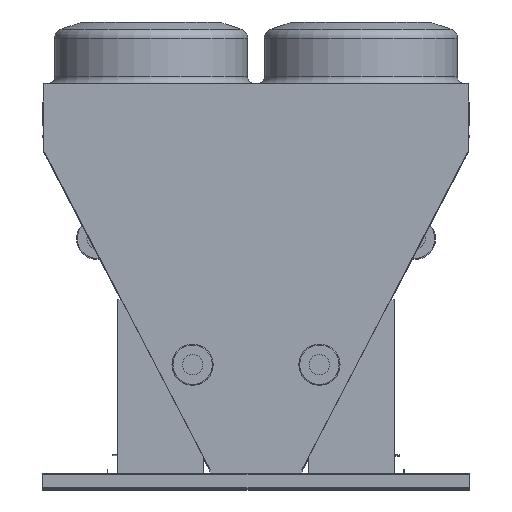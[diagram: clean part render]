
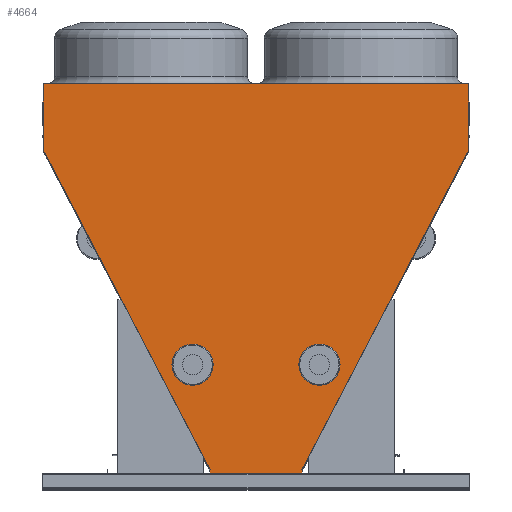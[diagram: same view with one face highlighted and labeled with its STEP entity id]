
A CAD part, top view. The second image highlights one B-rep face of the part: STEP entity #4664.
In plain terms, the highlighted planar face has unit normal (0, 0, 1).
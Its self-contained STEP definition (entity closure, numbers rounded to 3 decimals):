
#84 = CARTESIAN_POINT ( 'NONE',  ( -245.403, 20.223, 0. ) ) ;
#524 = CARTESIAN_POINT ( 'NONE',  ( 279.893, 1.482, 0. ) ) ;
#645 = DIRECTION ( 'NONE',  ( 0.462, 0.887, 0. ) ) ;
#859 = CARTESIAN_POINT ( 'NONE',  ( 246.893, 17.358, 0. ) ) ;
#923 = CARTESIAN_POINT ( 'NONE',  ( 246.893, 1.482, 0. ) ) ;
#976 = LINE ( 'NONE', #1502, #17911 ) ;
#1031 = CARTESIAN_POINT ( 'NONE',  ( 1136.15, 2083.62, 0. ) ) ;
#1285 = LINE ( 'NONE', #8976, #17510 ) ;
#1333 = VECTOR ( 'NONE', #13862, 1000. ) ;
#1482 = DIRECTION ( 'NONE',  ( 0., -1., 0. ) ) ;
#1502 = CARTESIAN_POINT ( 'NONE',  ( 279.893, 1.482, 0. ) ) ;
#1582 = CARTESIAN_POINT ( 'NONE',  ( -1126.246, 1711.83, 0. ) ) ;
#1724 = VECTOR ( 'NONE', #8137, 1000. ) ;
#1749 = DIRECTION ( 'NONE',  ( 0.887, -0.462, 0. ) ) ;
#2076 = LINE ( 'NONE', #84, #5863 ) ;
#2110 = VECTOR ( 'NONE', #645, 1000. ) ;
#2305 = DIRECTION ( 'NONE',  ( -1., 0., 0. ) ) ;
#2401 = LINE ( 'NONE', #20211, #10873 ) ;
#2589 = LINE ( 'NONE', #4994, #10579 ) ;
#3425 = LINE ( 'NONE', #12785, #11369 ) ;
#3471 = CARTESIAN_POINT ( 'NONE',  ( -279.893, 0., 0. ) ) ;
#3726 = VERTEX_POINT ( 'NONE', #20161 ) ;
#4053 = VECTOR ( 'NONE', #18251, 1000. ) ;
#4058 = EDGE_CURVE ( 'NONE', #15542, #11848, #6393, .T. ) ;
#4125 = DIRECTION ( 'NONE',  ( -1., 0., 0. ) ) ;
#4199 = LINE ( 'NONE', #10187, #19781 ) ;
#4334 = VERTEX_POINT ( 'NONE', #15579 ) ;
#4481 = EDGE_CURVE ( 'NONE', #7359, #20061, #2589, .T. ) ;
#4664 = ADVANCED_FACE ( 'NONE', ( #6613 ), #10268, .F. ) ;
#4901 = DIRECTION ( 'NONE',  ( -1., 0., 0. ) ) ;
#4994 = CARTESIAN_POINT ( 'NONE',  ( -246.893, 17.358, 0. ) ) ;
#5033 = VECTOR ( 'NONE', #1749, 1000. ) ;
#5463 = EDGE_CURVE ( 'NONE', #6709, #4334, #14212, .T. ) ;
#5624 = DIRECTION ( 'NONE',  ( -0.463, 0.886, 0. ) ) ;
#5671 = CARTESIAN_POINT ( 'NONE',  ( 245.39, 20.232, 0. ) ) ;
#5801 = CARTESIAN_POINT ( 'NONE',  ( -1127.739, 1711.053, 0. ) ) ;
#5836 = VECTOR ( 'NONE', #10505, 1000. ) ;
#5863 = VECTOR ( 'NONE', #15838, 1000. ) ;
#5866 = VERTEX_POINT ( 'NONE', #5671 ) ;
#6301 = VECTOR ( 'NONE', #15132, 1000. ) ;
#6393 = LINE ( 'NONE', #11789, #2110 ) ;
#6396 = EDGE_CURVE ( 'NONE', #9401, #14587, #10502, .T. ) ;
#6525 = ORIENTED_EDGE ( 'NONE', *, *, #18620, .T. ) ;
#6602 = ORIENTED_EDGE ( 'NONE', *, *, #10929, .T. ) ;
#6613 = FACE_OUTER_BOUND ( 'NONE', #18551, .T. ) ;
#6693 = VERTEX_POINT ( 'NONE', #17315 ) ;
#6709 = VERTEX_POINT ( 'NONE', #8065 ) ;
#7090 = CARTESIAN_POINT ( 'NONE',  ( 0., 0., 0. ) ) ;
#7359 = VERTEX_POINT ( 'NONE', #13368 ) ;
#8065 = CARTESIAN_POINT ( 'NONE',  ( -1136.282, 1727.462, 0. ) ) ;
#8130 = VERTEX_POINT ( 'NONE', #20255 ) ;
#8137 = DIRECTION ( 'NONE',  ( 1., 0., 0. ) ) ;
#8186 = VERTEX_POINT ( 'NONE', #15818 ) ;
#8304 = ORIENTED_EDGE ( 'NONE', *, *, #14368, .T. ) ;
#8974 = CARTESIAN_POINT ( 'NONE',  ( 1127.607, 1711.053, 0. ) ) ;
#8976 = CARTESIAN_POINT ( 'NONE',  ( 245.39, 20.232, 0. ) ) ;
#9165 = EDGE_CURVE ( 'NONE', #8130, #6709, #4199, .T. ) ;
#9277 = ORIENTED_EDGE ( 'NONE', *, *, #16518, .T. ) ;
#9401 = VERTEX_POINT ( 'NONE', #18422 ) ;
#9485 = VECTOR ( 'NONE', #5624, 1000. ) ;
#9851 = EDGE_CURVE ( 'NONE', #20061, #8186, #2401, .T. ) ;
#9886 = DIRECTION ( 'NONE',  ( 0., -1., 0. ) ) ;
#10187 = CARTESIAN_POINT ( 'NONE',  ( -1136.282, 1727.462, 0. ) ) ;
#10268 = PLANE ( 'NONE',  #11941 ) ;
#10300 = ORIENTED_EDGE ( 'NONE', *, *, #16338, .T. ) ;
#10450 = CARTESIAN_POINT ( 'NONE',  ( -279.893, 1.482, 0. ) ) ;
#10472 = DIRECTION ( 'NONE',  ( 0.887, 0.462, 0. ) ) ;
#10502 = LINE ( 'NONE', #18009, #6301 ) ;
#10505 = DIRECTION ( 'NONE',  ( 0.462, -0.887, 0. ) ) ;
#10579 = VECTOR ( 'NONE', #12872, 1000. ) ;
#10677 = ORIENTED_EDGE ( 'NONE', *, *, #11638, .T. ) ;
#10838 = LINE ( 'NONE', #12293, #1333 ) ;
#10873 = VECTOR ( 'NONE', #1482, 1000. ) ;
#10929 = EDGE_CURVE ( 'NONE', #14779, #11393, #10838, .T. ) ;
#11179 = VERTEX_POINT ( 'NONE', #18965 ) ;
#11237 = CARTESIAN_POINT ( 'NONE',  ( 1127.607, 1711.053, 0. ) ) ;
#11369 = VECTOR ( 'NONE', #4901, 1000. ) ;
#11393 = VERTEX_POINT ( 'NONE', #859 ) ;
#11638 = EDGE_CURVE ( 'NONE', #16298, #7359, #2076, .T. ) ;
#11712 = EDGE_CURVE ( 'NONE', #3726, #6693, #16785, .T. ) ;
#11789 = CARTESIAN_POINT ( 'NONE',  ( 1127.607, 1711.053, 0. ) ) ;
#11836 = DIRECTION ( 'NONE',  ( 0., 0., -1. ) ) ;
#11848 = VERTEX_POINT ( 'NONE', #13289 ) ;
#11859 = ORIENTED_EDGE ( 'NONE', *, *, #11712, .T. ) ;
#11941 = AXIS2_PLACEMENT_3D ( 'NONE', #7090, #11836, #2305 ) ;
#12293 = CARTESIAN_POINT ( 'NONE',  ( 246.893, 17.358, 0. ) ) ;
#12634 = DIRECTION ( 'NONE',  ( -1., 0., 0. ) ) ;
#12711 = ORIENTED_EDGE ( 'NONE', *, *, #17161, .T. ) ;
#12767 = VECTOR ( 'NONE', #9886, 1000. ) ;
#12785 = CARTESIAN_POINT ( 'NONE',  ( -1136.282, 2083.62, 0. ) ) ;
#12872 = DIRECTION ( 'NONE',  ( -0.461, -0.887, 0. ) ) ;
#13289 = CARTESIAN_POINT ( 'NONE',  ( 1136.15, 1727.462, 0. ) ) ;
#13368 = CARTESIAN_POINT ( 'NONE',  ( -245.403, 20.223, 0. ) ) ;
#13382 = EDGE_CURVE ( 'NONE', #11179, #15542, #13424, .T. ) ;
#13424 = LINE ( 'NONE', #11237, #5033 ) ;
#13851 = EDGE_CURVE ( 'NONE', #6693, #9401, #17927, .T. ) ;
#13856 = ORIENTED_EDGE ( 'NONE', *, *, #13382, .T. ) ;
#13862 = DIRECTION ( 'NONE',  ( 0., 1., 0. ) ) ;
#13903 = VECTOR ( 'NONE', #10472, 1000. ) ;
#14133 = EDGE_CURVE ( 'NONE', #11393, #5866, #14137, .T. ) ;
#14137 = LINE ( 'NONE', #19581, #9485 ) ;
#14210 = CARTESIAN_POINT ( 'NONE',  ( 1136.15, 2083.62, 0. ) ) ;
#14212 = LINE ( 'NONE', #5801, #5836 ) ;
#14368 = EDGE_CURVE ( 'NONE', #14587, #14779, #976, .T. ) ;
#14375 = VERTEX_POINT ( 'NONE', #14210 ) ;
#14424 = ORIENTED_EDGE ( 'NONE', *, *, #6396, .T. ) ;
#14587 = VERTEX_POINT ( 'NONE', #524 ) ;
#14779 = VERTEX_POINT ( 'NONE', #923 ) ;
#15121 = CARTESIAN_POINT ( 'NONE',  ( -1127.739, 1711.053, 0. ) ) ;
#15132 = DIRECTION ( 'NONE',  ( 0., 1., 0. ) ) ;
#15542 = VERTEX_POINT ( 'NONE', #8974 ) ;
#15579 = CARTESIAN_POINT ( 'NONE',  ( -1127.739, 1711.053, 0. ) ) ;
#15818 = CARTESIAN_POINT ( 'NONE',  ( -246.893, 1.482, 0. ) ) ;
#15838 = DIRECTION ( 'NONE',  ( 0.462, -0.887, 0. ) ) ;
#16298 = VERTEX_POINT ( 'NONE', #1582 ) ;
#16338 = EDGE_CURVE ( 'NONE', #14375, #8130, #3425, .T. ) ;
#16518 = EDGE_CURVE ( 'NONE', #8186, #3726, #17287, .T. ) ;
#16530 = ORIENTED_EDGE ( 'NONE', *, *, #9165, .T. ) ;
#16770 = ORIENTED_EDGE ( 'NONE', *, *, #4481, .T. ) ;
#16785 = LINE ( 'NONE', #3471, #12767 ) ;
#16793 = VECTOR ( 'NONE', #4125, 1000. ) ;
#16945 = ORIENTED_EDGE ( 'NONE', *, *, #4058, .T. ) ;
#16983 = LINE ( 'NONE', #1031, #4053 ) ;
#17161 = EDGE_CURVE ( 'NONE', #5866, #11179, #1285, .T. ) ;
#17287 = LINE ( 'NONE', #10450, #16793 ) ;
#17315 = CARTESIAN_POINT ( 'NONE',  ( -279.893, 0., 0. ) ) ;
#17379 = CARTESIAN_POINT ( 'NONE',  ( 279.893, 0., 0. ) ) ;
#17510 = VECTOR ( 'NONE', #19815, 1000. ) ;
#17761 = EDGE_CURVE ( 'NONE', #11848, #14375, #16983, .T. ) ;
#17911 = VECTOR ( 'NONE', #12634, 1000. ) ;
#17927 = LINE ( 'NONE', #17379, #1724 ) ;
#17935 = LINE ( 'NONE', #15121, #13903 ) ;
#18009 = CARTESIAN_POINT ( 'NONE',  ( 279.893, 0., 0. ) ) ;
#18251 = DIRECTION ( 'NONE',  ( 0., 1., 0. ) ) ;
#18422 = CARTESIAN_POINT ( 'NONE',  ( 279.893, 0., 0. ) ) ;
#18551 = EDGE_LOOP ( 'NONE', ( #16530, #20281, #6525, #10677, #16770, #19273, #9277, #11859, #19118, #14424, #8304, #6602, #19059, #12711, #13856, #16945, #18873, #10300 ) ) ;
#18620 = EDGE_CURVE ( 'NONE', #4334, #16298, #17935, .T. ) ;
#18865 = CARTESIAN_POINT ( 'NONE',  ( -246.893, 17.358, 0. ) ) ;
#18873 = ORIENTED_EDGE ( 'NONE', *, *, #17761, .T. ) ;
#18965 = CARTESIAN_POINT ( 'NONE',  ( 1126.218, 1711.776, 0. ) ) ;
#19059 = ORIENTED_EDGE ( 'NONE', *, *, #14133, .T. ) ;
#19118 = ORIENTED_EDGE ( 'NONE', *, *, #13851, .T. ) ;
#19273 = ORIENTED_EDGE ( 'NONE', *, *, #9851, .T. ) ;
#19379 = DIRECTION ( 'NONE',  ( 0., -1., 0. ) ) ;
#19581 = CARTESIAN_POINT ( 'NONE',  ( 246.893, 17.358, 0. ) ) ;
#19781 = VECTOR ( 'NONE', #19379, 1000. ) ;
#19815 = DIRECTION ( 'NONE',  ( 0.462, 0.887, 0. ) ) ;
#20061 = VERTEX_POINT ( 'NONE', #18865 ) ;
#20161 = CARTESIAN_POINT ( 'NONE',  ( -279.893, 1.482, 0. ) ) ;
#20211 = CARTESIAN_POINT ( 'NONE',  ( -246.893, 17.358, 0. ) ) ;
#20255 = CARTESIAN_POINT ( 'NONE',  ( -1136.282, 2083.62, 0. ) ) ;
#20281 = ORIENTED_EDGE ( 'NONE', *, *, #5463, .T. ) ;
